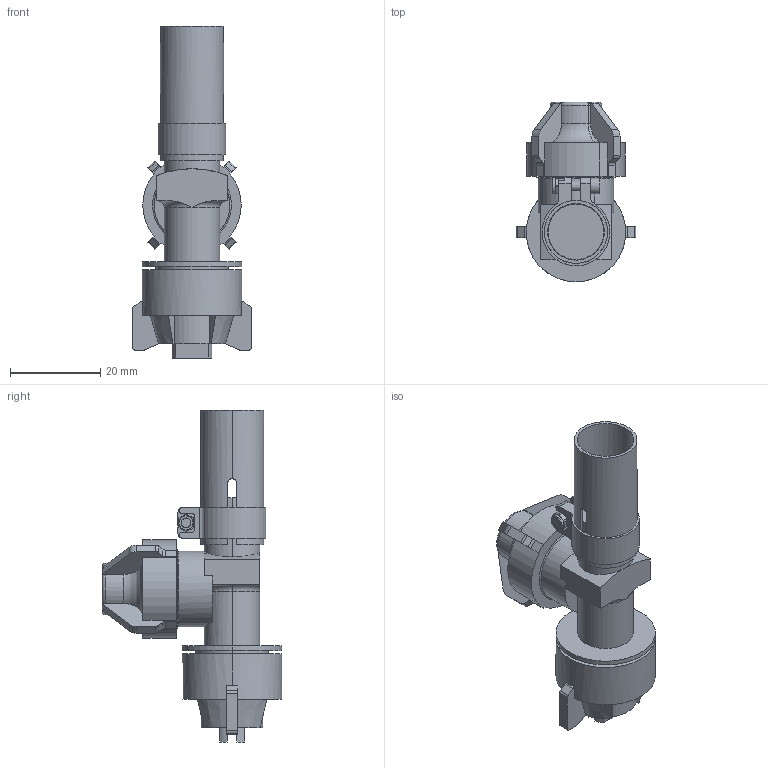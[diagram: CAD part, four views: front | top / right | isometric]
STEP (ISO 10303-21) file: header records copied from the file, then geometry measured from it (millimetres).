
FILE_DESCRIPTION (( 'STEP AP214' ), '1' );
FILE_NAME ('Spraying Nozzle.STEP', '2025-11-13T21:41:59', ( '' ), ( '' ), 'SwSTEP 2.0', 'SolidWorks 2021', '' );
FILE_SCHEMA (( 'AUTOMOTIVE_DESIGN' ));
Length unit declared in the file: millimetre
Products named in the file (1): Spraying Nozzle
Bounding box: 26.6 x 39.87 x 73.7 mm (x, y, z)
Volume: 15002.3 mm3; surface area: 10677.3 mm2
Topology: 7 solids, 7 shells, 241 faces, 649 edges, 424 vertices
Faces by surface type: plane 116, cylinder 99, torus 18, cone 8
Entity records: 8104 total; most frequent: CARTESIAN_POINT 1797, DIRECTION 1333, ORIENTED_EDGE 1298, EDGE_CURVE 649, AXIS2_PLACEMENT_3D 487, VERTEX_POINT 424, VECTOR 359, LINE 359
